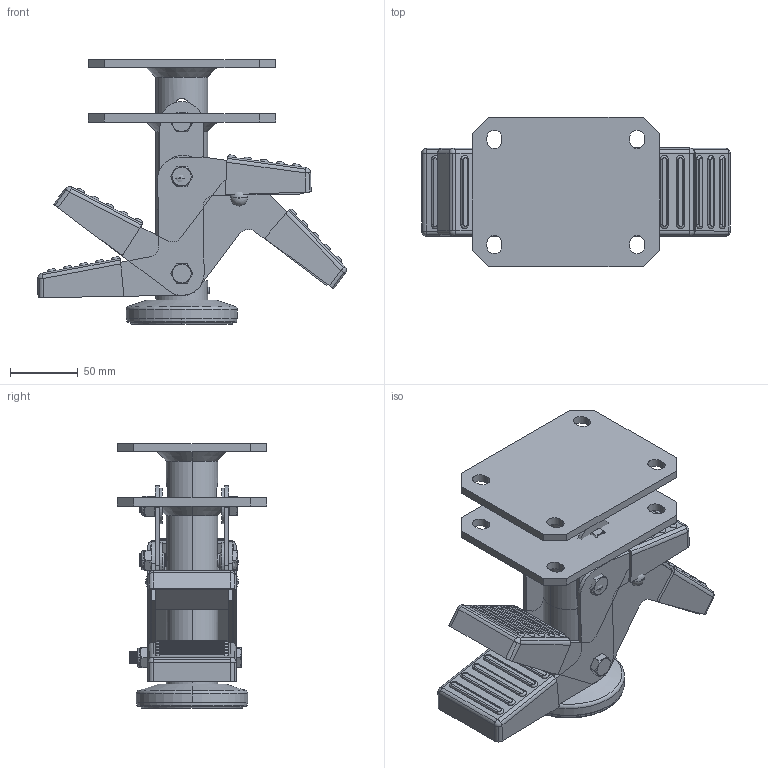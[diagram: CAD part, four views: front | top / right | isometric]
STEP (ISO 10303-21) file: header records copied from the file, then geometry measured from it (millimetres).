
FILE_DESCRIPTION(('STEP AP214'),'1');
FILE_NAME('BZTL2ISO.STEP','2021-10-06T08:05:10',(' '),(' '),'Spatial InterOp 3D',' ',' ');
FILE_SCHEMA(('AUTOMOTIVE_DESIGN { 1 0 10303 214 1 1 1 1 }'));
Length unit declared in the file: metre
Products named in the file (38): ZINC PLATED PRESSED STEEL TRUCK LOCK2; TOP PLATE; INNER; BASE; BASE2; RUBBER; PEDDLE CONNECTOR; PEDDLE; CONNECTORS; CONNECTORS2; BOLT; NUT; BOLT2; NUT2; PIN; CONNECTORS3; washer; TUBE; ZINC PLATED PRESSED STEEL TRUCK LOCK; ZINC PLATED PRESSED STEEL TRUCK LOCK3; TOP PLATE2; INNER2; BASE3; BASE4; RUBBER2; PEDDLE CONNECTOR2; PEDDLE2; CONNECTORS4; CONNECTORS5; BOLT3; NUT3; BOLT4; NUT4; PIN2; CONNECTORS6; washers; tube2; BZTL2ISO
Assembly tree (41 placements, depth 5):
  BZTL2ISO
    ZINC PLATED PRESSED STEEL TRUCK LOCK
      ZINC PLATED PRESSED STEEL TRUCK LOCK2
        TOP PLATE
        INNER
        BASE
        BASE2
        RUBBER
        PEDDLE CONNECTOR
        PEDDLE  x2
        CONNECTORS
          CONNECTORS2  x2
        BOLT
        NUT
        BOLT2
        NUT2
        PIN
        CONNECTORS3
        washer
        TUBE
      ZINC PLATED PRESSED STEEL TRUCK LOCK3
        TOP PLATE2
        INNER2
        BASE3
        BASE4
        RUBBER2
        PEDDLE CONNECTOR2
        PEDDLE2  x2
        CONNECTORS4
          CONNECTORS5  x2
        BOLT3
        NUT3
        BOLT4
        NUT4
        PIN2
        CONNECTORS6
        washers
        tube2
Bounding box: 227.13 x 110 x 195 mm (x, y, z)
Volume: 646069 mm3; surface area: 386770.8 mm2
Topology: 42 solids, 42 shells, 1662 faces, 4284 edges, 2726 vertices
Faces by surface type: cylinder 894, plane 316, torus 132, bspline 128, cone 104, sphere 88
Entity records: 95566 total; most frequent: CARTESIAN_POINT 59753, ORIENTED_EDGE 7680, DIRECTION 6652, EDGE_CURVE 3840, AXIS2_PLACEMENT_3D 2673, VERTEX_POINT 2446, EDGE_LOOP 1626, ADVANCED_FACE 1496
